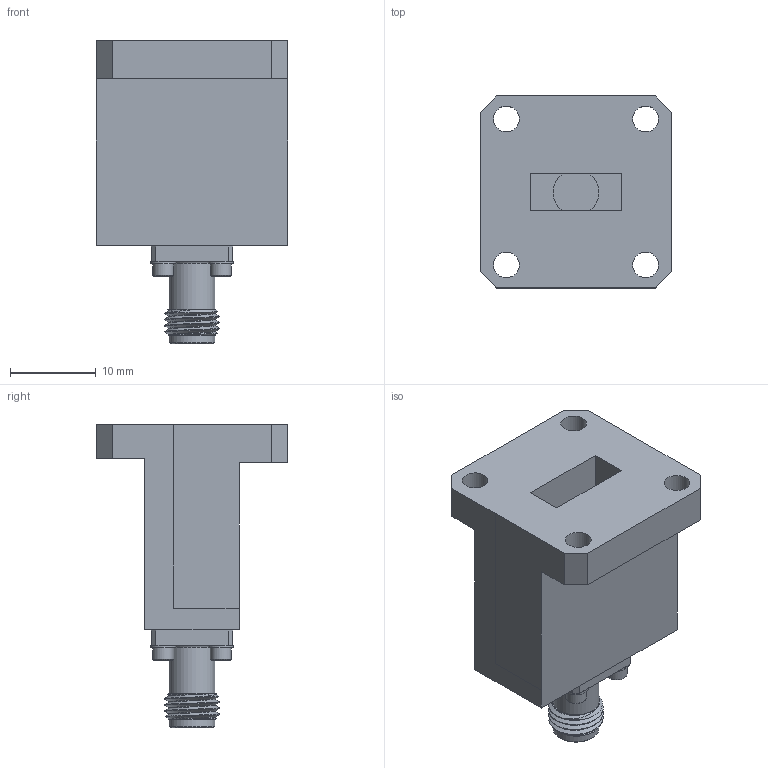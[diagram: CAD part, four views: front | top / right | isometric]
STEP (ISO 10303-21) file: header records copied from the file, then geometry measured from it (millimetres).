
FILE_DESCRIPTION (( 'STEP AP203' ), '1' );
FILE_NAME ('PE9878_3D.step', '2021-06-04T16:09:47', ( '' ), ( '' ), 'SwSTEP 2.0', 'SolidWorks 2020', '' );
FILE_SCHEMA (( 'CONFIG_CONTROL_DESIGN' ));
Length unit declared in the file: inch
Products named in the file (1): PE9878_3D
Bounding box: 22.4 x 22.4 x 35.41 mm (x, y, z)
Volume: 6183.8 mm3; surface area: 3975 mm2
Topology: 1 solids, 5 shells, 207 faces, 476 edges, 296 vertices
Faces by surface type: plane 111, cylinder 45, cone 39, bspline 11, torus 1
Full cylindrical faces by diameter (mm): 0.914 x1, 1.168 x1, 1.524 x12, 1.854 x4, 2.438 x4, 2.92 x1, 2.946 x4, 3 x4, 4.521 x1, 5.334 x2
Entity records: 9060 total; most frequent: CARTESIAN_POINT 4999, DIRECTION 806, ORIENTED_EDGE 764, EDGE_CURVE 382, AXIS2_PLACEMENT_3D 313, EDGE_LOOP 266, VERTEX_POINT 252, FACE_OUTER_BOUND 222
